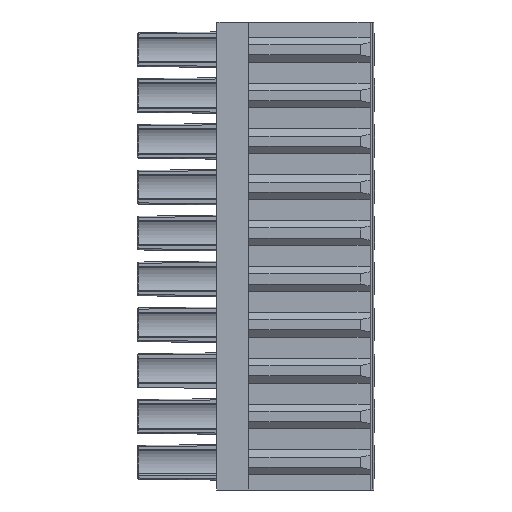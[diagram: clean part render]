
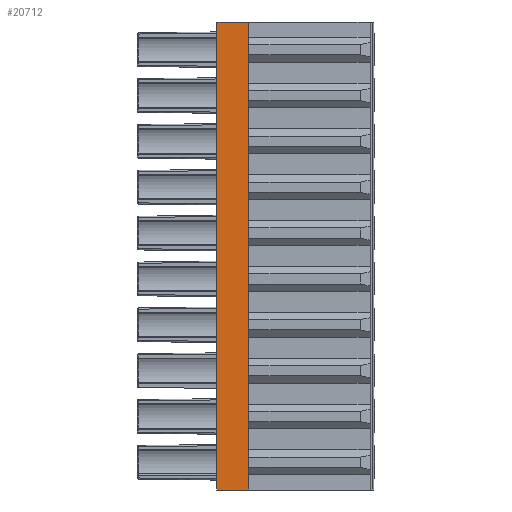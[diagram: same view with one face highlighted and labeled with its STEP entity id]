
A CAD part, front view. The second image highlights one B-rep face of the part: STEP entity #20712.
In plain terms, the highlighted planar face has unit normal (0, -1, 0).
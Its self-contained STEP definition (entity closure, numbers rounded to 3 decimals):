
#56 = FACE_OUTER_BOUND ( 'NONE', #48253, .T. ) ;
#2713 = AXIS2_PLACEMENT_3D ( 'NONE', #14845, #48185, #23238 ) ;
#3102 = CARTESIAN_POINT ( 'NONE',  ( 2.656, 1.25, 0. ) ) ;
#4008 = VECTOR ( 'NONE', #16342, 1000. ) ;
#4282 = ORIENTED_EDGE ( 'NONE', *, *, #50138, .F. ) ;
#6737 = LINE ( 'NONE', #3102, #48382 ) ;
#11533 = LINE ( 'NONE', #43885, #43472 ) ;
#12138 = LINE ( 'NONE', #41877, #44107 ) ;
#12922 = CARTESIAN_POINT ( 'NONE',  ( 0., 1.25, 0. ) ) ;
#14845 = CARTESIAN_POINT ( 'NONE',  ( 0., 1.25, 76.99 ) ) ;
#15431 = ORIENTED_EDGE ( 'NONE', *, *, #52064, .T. ) ;
#16342 = DIRECTION ( 'NONE',  ( -1., 0., 0. ) ) ;
#17214 = VERTEX_POINT ( 'NONE', #48465 ) ;
#20459 = VERTEX_POINT ( 'NONE', #12922 ) ;
#20712 = ADVANCED_FACE ( 'NONE', ( #56 ), #44044, .T. ) ;
#22538 = VERTEX_POINT ( 'NONE', #24361 ) ;
#23238 = DIRECTION ( 'NONE',  ( 1., 0., 0. ) ) ;
#24361 = CARTESIAN_POINT ( 'NONE',  ( 2.656, 1.25, 0. ) ) ;
#24426 = EDGE_CURVE ( 'NONE', #50793, #17214, #26153, .T. ) ;
#26153 = LINE ( 'NONE', #41319, #4008 ) ;
#27260 = DIRECTION ( 'NONE',  ( -1., 0., 0. ) ) ;
#28061 = DIRECTION ( 'NONE',  ( 0., 0., -1. ) ) ;
#38651 = ORIENTED_EDGE ( 'NONE', *, *, #40981, .F. ) ;
#40981 = EDGE_CURVE ( 'NONE', #22538, #20459, #11533, .T. ) ;
#41319 = CARTESIAN_POINT ( 'NONE',  ( -6.6, 1.25, 38.89 ) ) ;
#41835 = ORIENTED_EDGE ( 'NONE', *, *, #24426, .T. ) ;
#41860 = CARTESIAN_POINT ( 'NONE',  ( 2.656, 1.25, 38.89 ) ) ;
#41877 = CARTESIAN_POINT ( 'NONE',  ( 0., 1.25, 76.99 ) ) ;
#43472 = VECTOR ( 'NONE', #27260, 1000. ) ;
#43885 = CARTESIAN_POINT ( 'NONE',  ( 0., 1.25, 0. ) ) ;
#44044 = PLANE ( 'NONE',  #2713 ) ;
#44107 = VECTOR ( 'NONE', #46044, 1000. ) ;
#46044 = DIRECTION ( 'NONE',  ( 0., 0., -1. ) ) ;
#48185 = DIRECTION ( 'NONE',  ( 0., -1., 0. ) ) ;
#48253 = EDGE_LOOP ( 'NONE', ( #41835, #15431, #38651, #4282 ) ) ;
#48382 = VECTOR ( 'NONE', #28061, 1000. ) ;
#48465 = CARTESIAN_POINT ( 'NONE',  ( 0., 1.25, 38.89 ) ) ;
#50138 = EDGE_CURVE ( 'NONE', #50793, #22538, #6737, .T. ) ;
#50793 = VERTEX_POINT ( 'NONE', #41860 ) ;
#52064 = EDGE_CURVE ( 'NONE', #17214, #20459, #12138, .T. ) ;
